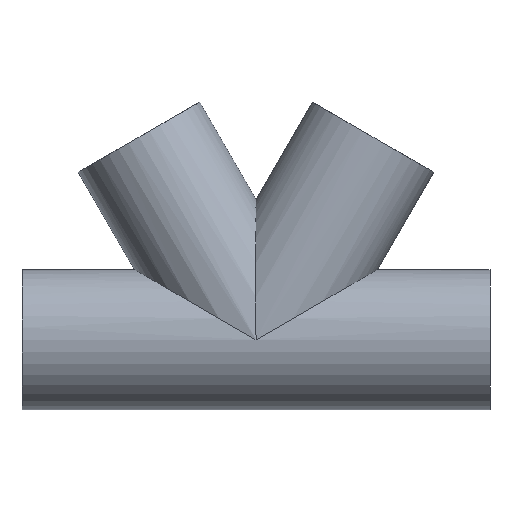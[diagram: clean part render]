
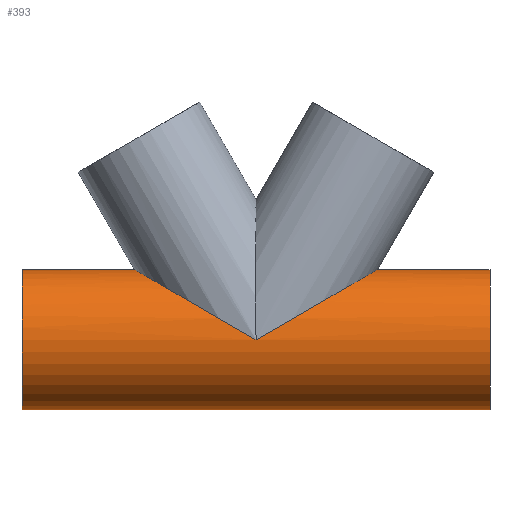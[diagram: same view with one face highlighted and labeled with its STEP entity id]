
A CAD part, front view. The second image highlights one B-rep face of the part: STEP entity #393.
In plain terms, the highlighted cylindrical face has radius 6 mm (diameter 12 mm), a partial arc.
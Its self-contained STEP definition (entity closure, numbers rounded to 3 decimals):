
#9 = CARTESIAN_POINT ( 'NONE',  ( -20., 0., 6. ) ) ;
#12 = VECTOR ( 'NONE', #61, 1000. ) ;
#14 = DIRECTION ( 'NONE',  ( 0., 0., -1. ) ) ;
#19 = VERTEX_POINT ( 'NONE', #229 ) ;
#28 = CARTESIAN_POINT ( 'NONE',  ( -10.392, 0., 6. ) ) ;
#34 = ORIENTED_EDGE ( 'NONE', *, *, #86, .T. ) ;
#47 = DIRECTION ( 'NONE',  ( 1., 0., 0. ) ) ;
#52 = VERTEX_POINT ( 'NONE', #305 ) ;
#61 = DIRECTION ( 'NONE',  ( 1., 0., 0. ) ) ;
#72 = AXIS2_PLACEMENT_3D ( 'NONE', #328, #382, #14 ) ;
#80 = EDGE_CURVE ( 'NONE', #123, #52, #396, .T. ) ;
#86 = EDGE_CURVE ( 'NONE', #282, #617, #149, .T. ) ;
#87 = CARTESIAN_POINT ( 'NONE',  ( 10.392, -3.515, 6. ) ) ;
#101 = VECTOR ( 'NONE', #180, 1000. ) ;
#123 = VERTEX_POINT ( 'NONE', #264 ) ;
#139 =( BOUNDED_CURVE ( )  B_SPLINE_CURVE ( 3, ( #255, #554, #348, #28 ),
 .UNSPECIFIED., .F., .T. ) 
 B_SPLINE_CURVE_WITH_KNOTS ( ( 4, 4 ),
 ( 1.571, 3.142 ),
 .UNSPECIFIED. ) 
 CURVE ( )  GEOMETRIC_REPRESENTATION_ITEM ( )  RATIONAL_B_SPLINE_CURVE ( ( 1., 0.805, 0.805, 1. ) ) 
 REPRESENTATION_ITEM ( '' )  );
#145 = CARTESIAN_POINT ( 'NONE',  ( 0., -6., 0. ) ) ;
#147 = FACE_OUTER_BOUND ( 'NONE', #411, .T. ) ;
#149 = CIRCLE ( 'NONE', #331, 6. ) ;
#178 = ORIENTED_EDGE ( 'NONE', *, *, #654, .F. ) ;
#180 = DIRECTION ( 'NONE',  ( 1., 0., 0. ) ) ;
#197 = CARTESIAN_POINT ( 'NONE',  ( 20., 0., 6. ) ) ;
#201 = CARTESIAN_POINT ( 'NONE',  ( -10.392, 0., 6. ) ) ;
#203 = CARTESIAN_POINT ( 'NONE',  ( -20., 0., 0. ) ) ;
#229 = CARTESIAN_POINT ( 'NONE',  ( 20., 0., -6. ) ) ;
#255 = CARTESIAN_POINT ( 'NONE',  ( 0., -6., 0. ) ) ;
#260 = CYLINDRICAL_SURFACE ( 'NONE', #72, 6. ) ;
#264 = CARTESIAN_POINT ( 'NONE',  ( 0., -6., 0. ) ) ;
#282 = VERTEX_POINT ( 'NONE', #322 ) ;
#305 = CARTESIAN_POINT ( 'NONE',  ( 10.392, 0., 6. ) ) ;
#307 = EDGE_CURVE ( 'NONE', #282, #575, #570, .T. ) ;
#308 = DIRECTION ( 'NONE',  ( 1., 0., 0. ) ) ;
#314 = EDGE_CURVE ( 'NONE', #617, #19, #471, .T. ) ;
#322 = CARTESIAN_POINT ( 'NONE',  ( -20., 0., 6. ) ) ;
#328 = CARTESIAN_POINT ( 'NONE',  ( -20., 0., 0. ) ) ;
#330 = EDGE_CURVE ( 'NONE', #52, #533, #345, .T. ) ;
#331 = AXIS2_PLACEMENT_3D ( 'NONE', #203, #308, #460 ) ;
#345 = LINE ( 'NONE', #480, #101 ) ;
#348 = CARTESIAN_POINT ( 'NONE',  ( -10.392, -3.515, 6. ) ) ;
#350 = CARTESIAN_POINT ( 'NONE',  ( 10.392, 0., 6. ) ) ;
#363 = ORIENTED_EDGE ( 'NONE', *, *, #307, .F. ) ;
#364 = CARTESIAN_POINT ( 'NONE',  ( 20., 0., 0. ) ) ;
#374 = CARTESIAN_POINT ( 'NONE',  ( -20., 0., -6. ) ) ;
#382 = DIRECTION ( 'NONE',  ( 1., 0., 0. ) ) ;
#393 = ADVANCED_FACE ( 'NONE', ( #147 ), #260, .T. ) ;
#396 =( BOUNDED_CURVE ( )  B_SPLINE_CURVE ( 3, ( #145, #560, #87, #350 ),
 .UNSPECIFIED., .F., .T. ) 
 B_SPLINE_CURVE_WITH_KNOTS ( ( 4, 4 ),
 ( 4.712, 6.283 ),
 .UNSPECIFIED. ) 
 CURVE ( )  GEOMETRIC_REPRESENTATION_ITEM ( )  RATIONAL_B_SPLINE_CURVE ( ( 1., 0.805, 0.805, 1. ) ) 
 REPRESENTATION_ITEM ( '' )  );
#404 = AXIS2_PLACEMENT_3D ( 'NONE', #364, #47, #417 ) ;
#411 = EDGE_LOOP ( 'NONE', ( #363, #34, #542, #178, #592, #457, #452 ) ) ;
#415 = VECTOR ( 'NONE', #529, 1000. ) ;
#417 = DIRECTION ( 'NONE',  ( 0., 0., -1. ) ) ;
#452 = ORIENTED_EDGE ( 'NONE', *, *, #567, .T. ) ;
#457 = ORIENTED_EDGE ( 'NONE', *, *, #80, .F. ) ;
#460 = DIRECTION ( 'NONE',  ( 0., 0., -1. ) ) ;
#471 = LINE ( 'NONE', #374, #415 ) ;
#480 = CARTESIAN_POINT ( 'NONE',  ( -20., 0., 6. ) ) ;
#529 = DIRECTION ( 'NONE',  ( 1., 0., 0. ) ) ;
#533 = VERTEX_POINT ( 'NONE', #197 ) ;
#542 = ORIENTED_EDGE ( 'NONE', *, *, #314, .T. ) ;
#554 = CARTESIAN_POINT ( 'NONE',  ( -6.088, -6., 3.515 ) ) ;
#560 = CARTESIAN_POINT ( 'NONE',  ( 6.088, -6., 3.515 ) ) ;
#567 = EDGE_CURVE ( 'NONE', #123, #575, #139, .T. ) ;
#568 = CIRCLE ( 'NONE', #404, 6. ) ;
#570 = LINE ( 'NONE', #9, #12 ) ;
#575 = VERTEX_POINT ( 'NONE', #201 ) ;
#592 = ORIENTED_EDGE ( 'NONE', *, *, #330, .F. ) ;
#617 = VERTEX_POINT ( 'NONE', #627 ) ;
#627 = CARTESIAN_POINT ( 'NONE',  ( -20., 0., -6. ) ) ;
#654 = EDGE_CURVE ( 'NONE', #533, #19, #568, .T. ) ;
